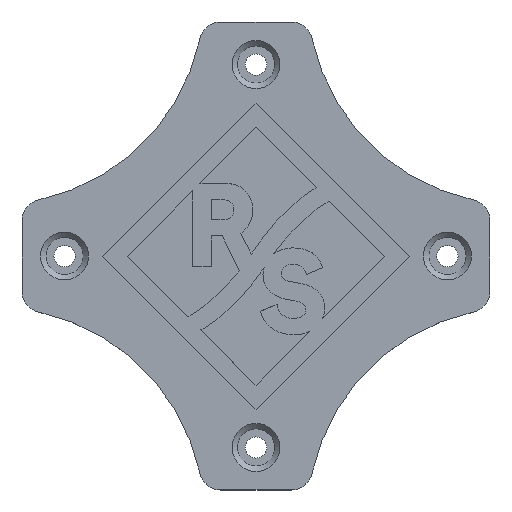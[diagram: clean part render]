
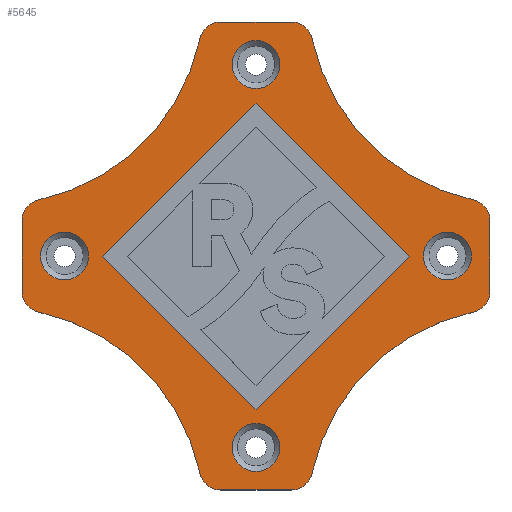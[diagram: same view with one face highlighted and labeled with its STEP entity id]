
A CAD part, top view. The second image highlights one B-rep face of the part: STEP entity #5645.
In plain terms, the highlighted planar face has unit normal (0, 0, 1).
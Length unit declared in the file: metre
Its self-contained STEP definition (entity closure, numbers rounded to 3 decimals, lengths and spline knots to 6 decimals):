
#26=LINE('',#7788,#788);
#34=LINE('',#7817,#796);
#41=LINE('',#7843,#803);
#48=LINE('',#7869,#810);
#55=LINE('',#7955,#817);
#58=LINE('',#7961,#820);
#61=LINE('',#7967,#823);
#63=LINE('',#7970,#825);
#788=VECTOR('',#6307,1.);
#796=VECTOR('',#6335,1.);
#803=VECTOR('',#6362,1.);
#810=VECTOR('',#6389,1.);
#817=VECTOR('',#6498,1.);
#820=VECTOR('',#6503,1.);
#823=VECTOR('',#6508,1.);
#825=VECTOR('',#6512,1.);
#1565=PLANE('',#6014);
#1960=ORIENTED_EDGE('',*,*,#3552,.T.);
#1961=ORIENTED_EDGE('',*,*,#3553,.T.);
#1962=ORIENTED_EDGE('',*,*,#3554,.T.);
#1963=ORIENTED_EDGE('',*,*,#3555,.T.);
#1964=ORIENTED_EDGE('',*,*,#3543,.F.);
#1965=ORIENTED_EDGE('',*,*,#3546,.F.);
#1966=ORIENTED_EDGE('',*,*,#3549,.F.);
#1967=ORIENTED_EDGE('',*,*,#3551,.F.);
#1968=ORIENTED_EDGE('',*,*,#3466,.F.);
#1969=ORIENTED_EDGE('',*,*,#3471,.T.);
#1970=ORIENTED_EDGE('',*,*,#3474,.F.);
#1971=ORIENTED_EDGE('',*,*,#3477,.T.);
#1972=ORIENTED_EDGE('',*,*,#3480,.F.);
#1973=ORIENTED_EDGE('',*,*,#3484,.T.);
#1974=ORIENTED_EDGE('',*,*,#3487,.F.);
#1975=ORIENTED_EDGE('',*,*,#3490,.T.);
#1976=ORIENTED_EDGE('',*,*,#3493,.F.);
#1977=ORIENTED_EDGE('',*,*,#3497,.T.);
#1978=ORIENTED_EDGE('',*,*,#3500,.F.);
#1979=ORIENTED_EDGE('',*,*,#3503,.T.);
#1980=ORIENTED_EDGE('',*,*,#3506,.F.);
#1981=ORIENTED_EDGE('',*,*,#3510,.T.);
#1982=ORIENTED_EDGE('',*,*,#3513,.F.);
#1983=ORIENTED_EDGE('',*,*,#3515,.T.);
#3466=EDGE_CURVE('',#4288,#4289,#26,.T.);
#3471=EDGE_CURVE('',#4288,#4292,#4845,.T.);
#3474=EDGE_CURVE('',#4294,#4292,#4847,.T.);
#3477=EDGE_CURVE('',#4294,#4296,#4849,.T.);
#3480=EDGE_CURVE('',#4299,#4296,#34,.T.);
#3484=EDGE_CURVE('',#4299,#4301,#4851,.T.);
#3487=EDGE_CURVE('',#4303,#4301,#4853,.T.);
#3490=EDGE_CURVE('',#4303,#4305,#4855,.T.);
#3493=EDGE_CURVE('',#4308,#4305,#41,.T.);
#3497=EDGE_CURVE('',#4308,#4310,#4857,.T.);
#3500=EDGE_CURVE('',#4312,#4310,#4859,.T.);
#3503=EDGE_CURVE('',#4312,#4314,#4861,.T.);
#3506=EDGE_CURVE('',#4317,#4314,#48,.T.);
#3510=EDGE_CURVE('',#4317,#4319,#4863,.T.);
#3513=EDGE_CURVE('',#4321,#4319,#4865,.T.);
#3515=EDGE_CURVE('',#4321,#4289,#4867,.T.);
#3543=EDGE_CURVE('',#4345,#4342,#55,.T.);
#3546=EDGE_CURVE('',#4347,#4345,#58,.T.);
#3549=EDGE_CURVE('',#4349,#4347,#61,.T.);
#3551=EDGE_CURVE('',#4342,#4349,#63,.T.);
#3552=EDGE_CURVE('',#4350,#4350,#4892,.F.);
#3553=EDGE_CURVE('',#4351,#4351,#4893,.F.);
#3554=EDGE_CURVE('',#4352,#4352,#4894,.F.);
#3555=EDGE_CURVE('',#4353,#4353,#4895,.F.);
#4288=VERTEX_POINT('',#7787);
#4289=VERTEX_POINT('',#7789);
#4292=VERTEX_POINT('',#7797);
#4294=VERTEX_POINT('',#7803);
#4296=VERTEX_POINT('',#7809);
#4299=VERTEX_POINT('',#7816);
#4301=VERTEX_POINT('',#7823);
#4303=VERTEX_POINT('',#7829);
#4305=VERTEX_POINT('',#7835);
#4308=VERTEX_POINT('',#7842);
#4310=VERTEX_POINT('',#7849);
#4312=VERTEX_POINT('',#7855);
#4314=VERTEX_POINT('',#7861);
#4317=VERTEX_POINT('',#7868);
#4319=VERTEX_POINT('',#7875);
#4321=VERTEX_POINT('',#7881);
#4342=VERTEX_POINT('',#7949);
#4345=VERTEX_POINT('',#7954);
#4347=VERTEX_POINT('',#7960);
#4349=VERTEX_POINT('',#7966);
#4350=VERTEX_POINT('',#7973);
#4351=VERTEX_POINT('',#7975);
#4352=VERTEX_POINT('',#7977);
#4353=VERTEX_POINT('',#7979);
#4845=CIRCLE('',#5932,0.002);
#4847=CIRCLE('',#5935,0.019703);
#4849=CIRCLE('',#5938,0.002);
#4851=CIRCLE('',#5942,0.002);
#4853=CIRCLE('',#5945,0.019703);
#4855=CIRCLE('',#5948,0.002);
#4857=CIRCLE('',#5952,0.002);
#4859=CIRCLE('',#5955,0.019703);
#4861=CIRCLE('',#5958,0.002);
#4863=CIRCLE('',#5962,0.002);
#4865=CIRCLE('',#5965,0.019703);
#4867=CIRCLE('',#5968,0.002);
#4892=CIRCLE('',#6015,0.00225);
#4893=CIRCLE('',#6016,0.00225);
#4894=CIRCLE('',#6017,0.00225);
#4895=CIRCLE('',#6018,0.00225);
#4957=EDGE_LOOP('',(#1960));
#4958=EDGE_LOOP('',(#1961));
#4959=EDGE_LOOP('',(#1962));
#4960=EDGE_LOOP('',(#1963));
#4961=EDGE_LOOP('',(#1964,#1965,#1966,#1967));
#4962=EDGE_LOOP('',(#1968,#1969,#1970,#1971,#1972,#1973,#1974,#1975,#1976,
#1977,#1978,#1979,#1980,#1981,#1982,#1983));
#5299=FACE_BOUND('',#4957,.T.);
#5300=FACE_BOUND('',#4958,.T.);
#5301=FACE_BOUND('',#4959,.T.);
#5302=FACE_BOUND('',#4960,.T.);
#5303=FACE_BOUND('',#4961,.T.);
#5304=FACE_BOUND('',#4962,.T.);
#5645=ADVANCED_FACE('',(#5299,#5300,#5301,#5302,#5303,#5304),#1565,.T.);
#5932=AXIS2_PLACEMENT_3D('',#7798,#6315,#6316);
#5935=AXIS2_PLACEMENT_3D('',#7804,#6322,#6323);
#5938=AXIS2_PLACEMENT_3D('',#7810,#6329,#6330);
#5942=AXIS2_PLACEMENT_3D('',#7824,#6342,#6343);
#5945=AXIS2_PLACEMENT_3D('',#7830,#6349,#6350);
#5948=AXIS2_PLACEMENT_3D('',#7836,#6356,#6357);
#5952=AXIS2_PLACEMENT_3D('',#7850,#6369,#6370);
#5955=AXIS2_PLACEMENT_3D('',#7856,#6376,#6377);
#5958=AXIS2_PLACEMENT_3D('',#7862,#6383,#6384);
#5962=AXIS2_PLACEMENT_3D('',#7876,#6396,#6397);
#5965=AXIS2_PLACEMENT_3D('',#7882,#6403,#6404);
#5968=AXIS2_PLACEMENT_3D('',#7885,#6409,#6410);
#6014=AXIS2_PLACEMENT_3D('',#7971,#6513,#6514);
#6015=AXIS2_PLACEMENT_3D('',#7972,#6515,#6516);
#6016=AXIS2_PLACEMENT_3D('',#7974,#6517,#6518);
#6017=AXIS2_PLACEMENT_3D('',#7976,#6519,#6520);
#6018=AXIS2_PLACEMENT_3D('',#7978,#6521,#6522);
#6307=DIRECTION('',(0.,1.,0.));
#6315=DIRECTION('',(0.,0.,1.));
#6316=DIRECTION('',(1.,0.,0.));
#6322=DIRECTION('',(0.,0.,1.));
#6323=DIRECTION('',(1.,0.,0.));
#6329=DIRECTION('',(0.,0.,1.));
#6330=DIRECTION('',(1.,0.,0.));
#6335=DIRECTION('',(-1.,0.,0.));
#6342=DIRECTION('',(0.,0.,1.));
#6343=DIRECTION('',(1.,0.,0.));
#6349=DIRECTION('',(0.,0.,1.));
#6350=DIRECTION('',(1.,0.,0.));
#6356=DIRECTION('',(0.,0.,1.));
#6357=DIRECTION('',(1.,0.,0.));
#6362=DIRECTION('',(0.,-1.,0.));
#6369=DIRECTION('',(0.,0.,1.));
#6370=DIRECTION('',(1.,0.,0.));
#6376=DIRECTION('',(0.,0.,1.));
#6377=DIRECTION('',(1.,0.,0.));
#6383=DIRECTION('',(0.,0.,1.));
#6384=DIRECTION('',(1.,0.,0.));
#6389=DIRECTION('',(1.,0.,0.));
#6396=DIRECTION('',(0.,0.,1.));
#6397=DIRECTION('',(1.,0.,0.));
#6403=DIRECTION('',(0.,0.,1.));
#6404=DIRECTION('',(1.,0.,0.));
#6409=DIRECTION('',(0.,0.,1.));
#6410=DIRECTION('',(1.,0.,0.));
#6498=DIRECTION('',(-0.707,-0.707,0.));
#6503=DIRECTION('',(-0.707,0.707,0.));
#6508=DIRECTION('',(0.707,0.707,0.));
#6512=DIRECTION('',(0.707,-0.707,0.));
#6513=DIRECTION('',(0.,0.,1.));
#6514=DIRECTION('',(1.,0.,0.));
#6515=DIRECTION('',(0.,0.,1.));
#6516=DIRECTION('',(1.,0.,0.));
#6517=DIRECTION('',(0.,0.,1.));
#6518=DIRECTION('',(1.,0.,0.));
#6519=DIRECTION('',(0.,0.,1.));
#6520=DIRECTION('',(1.,0.,0.));
#6521=DIRECTION('',(0.,0.,1.));
#6522=DIRECTION('',(1.,0.,0.));
#7787=CARTESIAN_POINT('',(-0.022,0.096684,0.00125));
#7788=CARTESIAN_POINT('',(-0.022,0.101658,0.00125));
#7789=CARTESIAN_POINT('',(-0.022,0.103316,0.00125));
#7797=CARTESIAN_POINT('',(-0.020418,0.094729,0.00125));
#7798=CARTESIAN_POINT('',(-0.02,0.096684,0.00125));
#7803=CARTESIAN_POINT('',(-0.005271,0.079582,0.00125));
#7804=CARTESIAN_POINT('',(-0.024539,0.075461,0.00125));
#7809=CARTESIAN_POINT('',(-0.003316,0.078,0.00125));
#7810=CARTESIAN_POINT('',(-0.003316,0.08,0.00125));
#7816=CARTESIAN_POINT('',(0.003316,0.078,0.00125));
#7817=CARTESIAN_POINT('',(-0.001658,0.078,0.00125));
#7823=CARTESIAN_POINT('',(0.005271,0.079582,0.00125));
#7824=CARTESIAN_POINT('',(0.003316,0.08,0.00125));
#7829=CARTESIAN_POINT('',(0.020418,0.094729,0.00125));
#7830=CARTESIAN_POINT('',(0.024539,0.075461,0.00125));
#7835=CARTESIAN_POINT('',(0.022,0.096684,0.00125));
#7836=CARTESIAN_POINT('',(0.02,0.096684,0.00125));
#7842=CARTESIAN_POINT('',(0.022,0.103316,0.00125));
#7843=CARTESIAN_POINT('',(0.022,0.098342,0.00125));
#7849=CARTESIAN_POINT('',(0.020418,0.105271,0.00125));
#7850=CARTESIAN_POINT('',(0.02,0.103316,0.00125));
#7855=CARTESIAN_POINT('',(0.005271,0.120418,0.00125));
#7856=CARTESIAN_POINT('',(0.024539,0.124539,0.00125));
#7861=CARTESIAN_POINT('',(0.003316,0.122,0.00125));
#7862=CARTESIAN_POINT('',(0.003316,0.12,0.00125));
#7868=CARTESIAN_POINT('',(-0.003316,0.122,0.00125));
#7869=CARTESIAN_POINT('',(0.001658,0.122,0.00125));
#7875=CARTESIAN_POINT('',(-0.005271,0.120418,0.00125));
#7876=CARTESIAN_POINT('',(-0.003316,0.12,0.00125));
#7881=CARTESIAN_POINT('',(-0.020418,0.105271,0.00125));
#7882=CARTESIAN_POINT('',(-0.024539,0.124539,0.00125));
#7885=CARTESIAN_POINT('',(-0.02,0.103316,0.00125));
#7949=CARTESIAN_POINT('',(-0.014399,0.099968,0.00125));
#7954=CARTESIAN_POINT('',(0.,0.114368,0.00125));
#7955=CARTESIAN_POINT('',(-0.0072,0.107168,0.00125));
#7960=CARTESIAN_POINT('',(0.014399,0.099968,0.00125));
#7961=CARTESIAN_POINT('',(0.0072,0.107168,0.00125));
#7966=CARTESIAN_POINT('',(0.,0.085569,0.00125));
#7967=CARTESIAN_POINT('',(0.0072,0.092769,0.00125));
#7970=CARTESIAN_POINT('',(-0.0072,0.092769,0.00125));
#7971=CARTESIAN_POINT('',(0.,0.1,0.00125));
#7972=CARTESIAN_POINT('',(0.018,0.1,0.00125));
#7973=CARTESIAN_POINT('',(0.02025,0.1,0.00125));
#7974=CARTESIAN_POINT('',(0.,0.082,0.00125));
#7975=CARTESIAN_POINT('',(0.00225,0.082,0.00125));
#7976=CARTESIAN_POINT('',(-0.018,0.1,0.00125));
#7977=CARTESIAN_POINT('',(-0.01575,0.1,0.00125));
#7978=CARTESIAN_POINT('',(0.,0.118,0.00125));
#7979=CARTESIAN_POINT('',(0.00225,0.118,0.00125));
